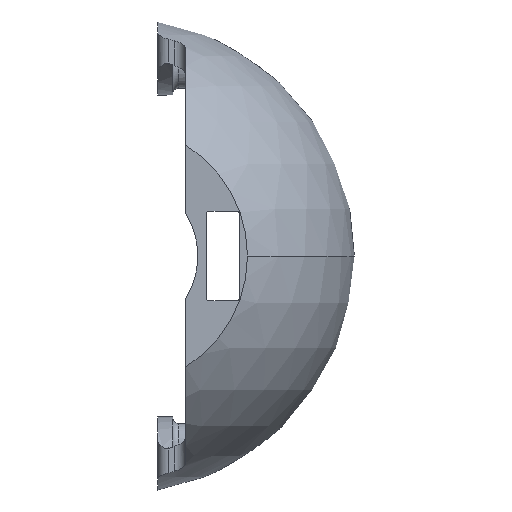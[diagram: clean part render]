
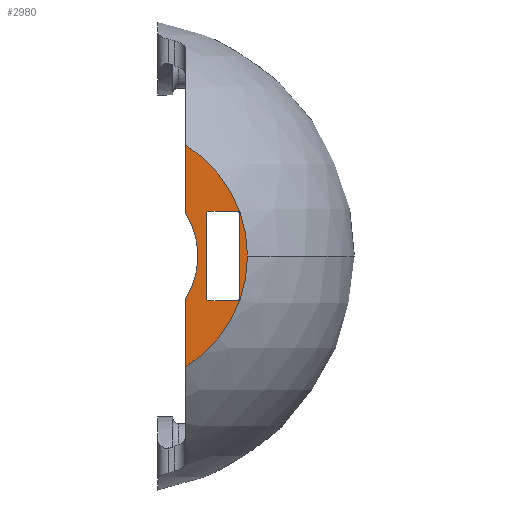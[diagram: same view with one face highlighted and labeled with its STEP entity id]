
A CAD part, left-side view. The second image highlights one B-rep face of the part: STEP entity #2980.
In plain terms, the highlighted planar face has unit normal (-1, 0, 0).
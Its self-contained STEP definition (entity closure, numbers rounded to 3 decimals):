
#15 = AXIS2_PLACEMENT_3D ( 'NONE', #2082, #173, #3376 ) ;
#39 = AXIS2_PLACEMENT_3D ( 'NONE', #490, #3979, #187 ) ;
#67 = CARTESIAN_POINT ( 'NONE',  ( -35.5, -82.3, -41.92 ) ) ;
#87 = CARTESIAN_POINT ( 'NONE',  ( -35.5, -82.3, 7.679 ) ) ;
#89 = CIRCLE ( 'NONE', #1174, 23.367 ) ;
#173 = DIRECTION ( 'NONE',  ( 1., 0., 0. ) ) ;
#174 = DIRECTION ( 'NONE',  ( 0., 0., -1. ) ) ;
#187 = DIRECTION ( 'NONE',  ( 0., 0., -1. ) ) ;
#214 = DIRECTION ( 'NONE',  ( 0., 0., -1. ) ) ;
#280 = CARTESIAN_POINT ( 'NONE',  ( -35.5, -86.454, -8. ) ) ;
#286 = CIRCLE ( 'NONE', #4024, 14.5 ) ;
#319 = ORIENTED_EDGE ( 'NONE', *, *, #2847, .F. ) ;
#336 = CARTESIAN_POINT ( 'NONE',  ( -35.5, -86.454, 8. ) ) ;
#362 = VERTEX_POINT ( 'NONE', #87 ) ;
#419 = ORIENTED_EDGE ( 'NONE', *, *, #2480, .T. ) ;
#443 = LINE ( 'NONE', #3378, #3774 ) ;
#490 = CARTESIAN_POINT ( 'NONE',  ( -35.5, -91.454, -7.5 ) ) ;
#496 = VERTEX_POINT ( 'NONE', #979 ) ;
#568 = DIRECTION ( 'NONE',  ( 1., 0., 0. ) ) ;
#610 = EDGE_CURVE ( 'NONE', #3239, #1908, #1204, .T. ) ;
#643 = LINE ( 'NONE', #2962, #1403 ) ;
#696 = CARTESIAN_POINT ( 'NONE',  ( -35.5, -91.454, 8. ) ) ;
#715 = ORIENTED_EDGE ( 'NONE', *, *, #803, .F. ) ;
#734 = CARTESIAN_POINT ( 'NONE',  ( -35.5, -70., 0. ) ) ;
#801 = CARTESIAN_POINT ( 'NONE',  ( -35.5, -82.3, -19.867 ) ) ;
#803 = EDGE_CURVE ( 'NONE', #1513, #3639, #1100, .T. ) ;
#854 = DIRECTION ( 'NONE',  ( 0., 0., -1. ) ) ;
#979 = CARTESIAN_POINT ( 'NONE',  ( -35.5, -85.954, -7.5 ) ) ;
#1035 = DIRECTION ( 'NONE',  ( 0., 0., -1. ) ) ;
#1057 = EDGE_CURVE ( 'NONE', #362, #1513, #643, .T. ) ;
#1080 = VECTOR ( 'NONE', #1646, 1000. ) ;
#1100 = CIRCLE ( 'NONE', #3952, 23.367 ) ;
#1101 = ORIENTED_EDGE ( 'NONE', *, *, #1057, .F. ) ;
#1148 = ORIENTED_EDGE ( 'NONE', *, *, #1633, .F. ) ;
#1158 = CARTESIAN_POINT ( 'NONE',  ( -35.5, -86.454, -7.5 ) ) ;
#1174 = AXIS2_PLACEMENT_3D ( 'NONE', #2709, #2136, #214 ) ;
#1203 = ORIENTED_EDGE ( 'NONE', *, *, #1471, .T. ) ;
#1204 = LINE ( 'NONE', #3516, #4027 ) ;
#1260 = ORIENTED_EDGE ( 'NONE', *, *, #3728, .F. ) ;
#1263 = ORIENTED_EDGE ( 'NONE', *, *, #610, .F. ) ;
#1330 = CARTESIAN_POINT ( 'NONE',  ( -35.5, -91.954, -8. ) ) ;
#1354 = DIRECTION ( 'NONE',  ( 0., 0., 1. ) ) ;
#1403 = VECTOR ( 'NONE', #2652, 1000. ) ;
#1439 = FACE_OUTER_BOUND ( 'NONE', #3041, .T. ) ;
#1462 = CARTESIAN_POINT ( 'NONE',  ( -35.5, -82.3, 19.867 ) ) ;
#1471 = EDGE_CURVE ( 'NONE', #1602, #1908, #2141, .T. ) ;
#1513 = VERTEX_POINT ( 'NONE', #1462 ) ;
#1538 = DIRECTION ( 'NONE',  ( 0., 0., -1. ) ) ;
#1542 = ORIENTED_EDGE ( 'NONE', *, *, #2691, .T. ) ;
#1598 = VERTEX_POINT ( 'NONE', #3417 ) ;
#1602 = VERTEX_POINT ( 'NONE', #2473 ) ;
#1633 = EDGE_CURVE ( 'NONE', #3847, #2186, #1656, .T. ) ;
#1646 = DIRECTION ( 'NONE',  ( 0., 0., 1. ) ) ;
#1656 = LINE ( 'NONE', #2427, #2783 ) ;
#1792 = AXIS2_PLACEMENT_3D ( 'NONE', #1158, #4005, #174 ) ;
#1878 = CARTESIAN_POINT ( 'NONE',  ( -35.5, -91.954, -7.5 ) ) ;
#1883 = CIRCLE ( 'NONE', #39, 0.5 ) ;
#1908 = VERTEX_POINT ( 'NONE', #336 ) ;
#1981 = FACE_BOUND ( 'NONE', #3499, .T. ) ;
#2003 = PLANE ( 'NONE',  #3606 ) ;
#2082 = CARTESIAN_POINT ( 'NONE',  ( -35.5, -86.454, 7.5 ) ) ;
#2136 = DIRECTION ( 'NONE',  ( 1., 0., 0. ) ) ;
#2141 = CIRCLE ( 'NONE', #15, 0.5 ) ;
#2186 = VERTEX_POINT ( 'NONE', #4006 ) ;
#2257 = EDGE_CURVE ( 'NONE', #1602, #496, #443, .T. ) ;
#2327 = CIRCLE ( 'NONE', #1792, 0.5 ) ;
#2427 = CARTESIAN_POINT ( 'NONE',  ( -35.5, -91.954, 8. ) ) ;
#2444 = DIRECTION ( 'NONE',  ( 0., 0., 1. ) ) ;
#2473 = CARTESIAN_POINT ( 'NONE',  ( -35.5, -85.954, 7.5 ) ) ;
#2480 = EDGE_CURVE ( 'NONE', #3239, #2186, #3823, .T. ) ;
#2481 = CARTESIAN_POINT ( 'NONE',  ( -35.5, -91.454, 7.5 ) ) ;
#2622 = DIRECTION ( 'NONE',  ( 1., 0., 0. ) ) ;
#2652 = DIRECTION ( 'NONE',  ( 0., 0., 1. ) ) ;
#2691 = EDGE_CURVE ( 'NONE', #3804, #496, #2327, .T. ) ;
#2709 = CARTESIAN_POINT ( 'NONE',  ( -35.5, -70., 0. ) ) ;
#2732 = ORIENTED_EDGE ( 'NONE', *, *, #2802, .T. ) ;
#2783 = VECTOR ( 'NONE', #2444, 1000. ) ;
#2802 = EDGE_CURVE ( 'NONE', #3847, #3601, #1883, .T. ) ;
#2805 = ORIENTED_EDGE ( 'NONE', *, *, #3271, .F. ) ;
#2847 = EDGE_CURVE ( 'NONE', #3639, #4021, #89, .T. ) ;
#2928 = CARTESIAN_POINT ( 'NONE',  ( -35.5, -70., 0. ) ) ;
#2961 = ORIENTED_EDGE ( 'NONE', *, *, #3233, .T. ) ;
#2962 = CARTESIAN_POINT ( 'NONE',  ( -35.5, -82.3, -41.92 ) ) ;
#2971 = DIRECTION ( 'NONE',  ( 0., 0., -1. ) ) ;
#2980 = ADVANCED_FACE ( 'NONE', ( #1439, #1981 ), #2003, .F. ) ;
#3041 = EDGE_LOOP ( 'NONE', ( #715, #1101, #2961, #1260, #319 ) ) ;
#3137 = ORIENTED_EDGE ( 'NONE', *, *, #2257, .F. ) ;
#3233 = EDGE_CURVE ( 'NONE', #362, #1598, #286, .T. ) ;
#3239 = VERTEX_POINT ( 'NONE', #696 ) ;
#3261 = DIRECTION ( 'NONE',  ( 1., 0., 0. ) ) ;
#3271 = EDGE_CURVE ( 'NONE', #3804, #3601, #3570, .T. ) ;
#3277 = VECTOR ( 'NONE', #3552, 1000. ) ;
#3376 = DIRECTION ( 'NONE',  ( 0., 0., -1. ) ) ;
#3378 = CARTESIAN_POINT ( 'NONE',  ( -35.5, -85.954, 8. ) ) ;
#3417 = CARTESIAN_POINT ( 'NONE',  ( -35.5, -82.3, -7.679 ) ) ;
#3499 = EDGE_LOOP ( 'NONE', ( #419, #1148, #2732, #2805, #1542, #3137, #1203, #1263 ) ) ;
#3516 = CARTESIAN_POINT ( 'NONE',  ( -35.5, -91.954, 8. ) ) ;
#3552 = DIRECTION ( 'NONE',  ( 0., -1., 0. ) ) ;
#3564 = DIRECTION ( 'NONE',  ( 1., 0., 0. ) ) ;
#3570 = LINE ( 'NONE', #1330, #3277 ) ;
#3576 = AXIS2_PLACEMENT_3D ( 'NONE', #2481, #568, #1538 ) ;
#3599 = CARTESIAN_POINT ( 'NONE',  ( -35.5, -93.367, 0. ) ) ;
#3601 = VERTEX_POINT ( 'NONE', #4026 ) ;
#3606 = AXIS2_PLACEMENT_3D ( 'NONE', #3891, #3564, #1354 ) ;
#3639 = VERTEX_POINT ( 'NONE', #3599 ) ;
#3728 = EDGE_CURVE ( 'NONE', #4021, #1598, #3764, .T. ) ;
#3764 = LINE ( 'NONE', #67, #1080 ) ;
#3774 = VECTOR ( 'NONE', #854, 1000. ) ;
#3797 = DIRECTION ( 'NONE',  ( 0., 1., 0. ) ) ;
#3804 = VERTEX_POINT ( 'NONE', #280 ) ;
#3823 = CIRCLE ( 'NONE', #3576, 0.5 ) ;
#3847 = VERTEX_POINT ( 'NONE', #1878 ) ;
#3891 = CARTESIAN_POINT ( 'NONE',  ( -35.5, 0., 0. ) ) ;
#3952 = AXIS2_PLACEMENT_3D ( 'NONE', #2928, #2622, #1035 ) ;
#3979 = DIRECTION ( 'NONE',  ( 1., 0., 0. ) ) ;
#4005 = DIRECTION ( 'NONE',  ( 1., 0., 0. ) ) ;
#4006 = CARTESIAN_POINT ( 'NONE',  ( -35.5, -91.954, 7.5 ) ) ;
#4021 = VERTEX_POINT ( 'NONE', #801 ) ;
#4024 = AXIS2_PLACEMENT_3D ( 'NONE', #734, #3261, #2971 ) ;
#4026 = CARTESIAN_POINT ( 'NONE',  ( -35.5, -91.454, -8. ) ) ;
#4027 = VECTOR ( 'NONE', #3797, 1000. ) ;
